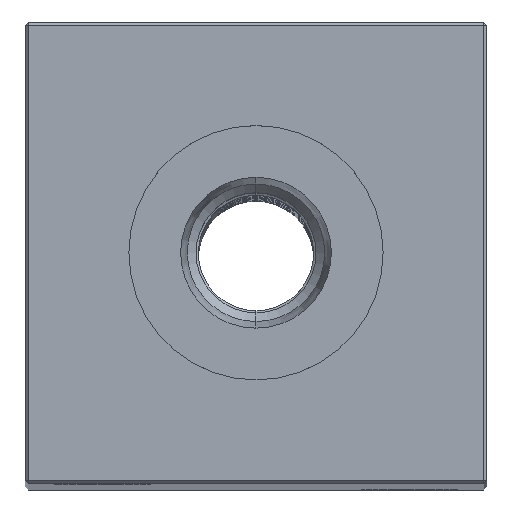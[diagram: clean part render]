
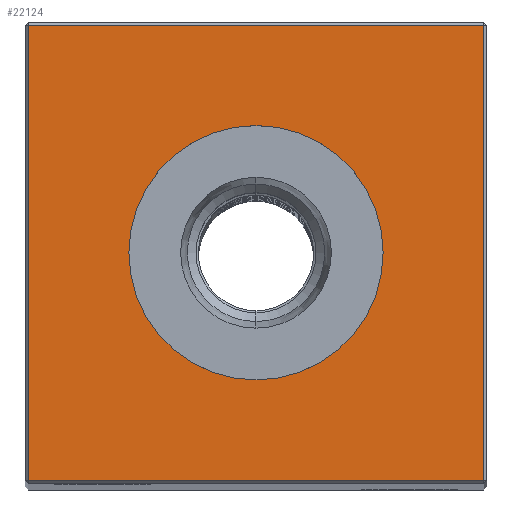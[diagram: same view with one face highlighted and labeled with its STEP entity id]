
A CAD part, top view. The second image highlights one B-rep face of the part: STEP entity #22124.
In plain terms, the highlighted planar face has unit normal (0, 0, 1).
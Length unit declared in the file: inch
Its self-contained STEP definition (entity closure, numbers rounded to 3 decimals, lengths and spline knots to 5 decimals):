
#1351 = ORIENTED_EDGE ( 'NONE', *, *, #2118, .T. ) ;
#1448 = EDGE_CURVE ( 'NONE', #1946, #15541, #6447, .T. ) ;
#1478 = CARTESIAN_POINT ( 'NONE',  ( 0.74, 0.74, 12.25 ) ) ;
#1946 = VERTEX_POINT ( 'NONE', #25812 ) ;
#2118 = EDGE_CURVE ( 'NONE', #13251, #8962, #30590, .T. ) ;
#2328 = AXIS2_PLACEMENT_3D ( 'NONE', #22554, #6003, #20175 ) ;
#2750 = ORIENTED_EDGE ( 'NONE', *, *, #6757, .T. ) ;
#2874 = CARTESIAN_POINT ( 'NONE',  ( 0., 0., 12.25 ) ) ;
#4183 = EDGE_CURVE ( 'NONE', #16722, #23841, #19714, .T. ) ;
#5875 = DIRECTION ( 'NONE',  ( 0., 1., 0. ) ) ;
#6003 = DIRECTION ( 'NONE',  ( 0., 0., -1. ) ) ;
#6447 = LINE ( 'NONE', #6910, #15504 ) ;
#6757 = EDGE_CURVE ( 'NONE', #8962, #1946, #9898, .T. ) ;
#6829 = DIRECTION ( 'NONE',  ( -1., 0., 0. ) ) ;
#6910 = CARTESIAN_POINT ( 'NONE',  ( 0., -0.74, 12.25 ) ) ;
#6936 = DIRECTION ( 'NONE',  ( -1., 0., 0. ) ) ;
#7009 = ORIENTED_EDGE ( 'NONE', *, *, #1448, .T. ) ;
#7444 = CARTESIAN_POINT ( 'NONE',  ( 0., 0., 12.25 ) ) ;
#8075 = EDGE_LOOP ( 'NONE', ( #19961, #17270 ) ) ;
#8257 = EDGE_LOOP ( 'NONE', ( #2750, #7009, #25042, #1351 ) ) ;
#8962 = VERTEX_POINT ( 'NONE', #26647 ) ;
#9898 = LINE ( 'NONE', #19506, #26897 ) ;
#9978 = DIRECTION ( 'NONE',  ( 0., 0., -1. ) ) ;
#13251 = VERTEX_POINT ( 'NONE', #1478 ) ;
#13716 = CARTESIAN_POINT ( 'NONE',  ( 0., 0.74, 12.25 ) ) ;
#14203 = CIRCLE ( 'NONE', #27289, 0.41339 ) ;
#14302 = DIRECTION ( 'NONE',  ( 1., 0., 0. ) ) ;
#15504 = VECTOR ( 'NONE', #14302, 39.37008 ) ;
#15541 = VERTEX_POINT ( 'NONE', #29064 ) ;
#15546 = EDGE_CURVE ( 'NONE', #23841, #16722, #14203, .T. ) ;
#15765 = FACE_BOUND ( 'NONE', #8075, .T. ) ;
#16722 = VERTEX_POINT ( 'NONE', #30948 ) ;
#17133 = DIRECTION ( 'NONE',  ( 0., -1., 0. ) ) ;
#17270 = ORIENTED_EDGE ( 'NONE', *, *, #4183, .T. ) ;
#17832 = CARTESIAN_POINT ( 'NONE',  ( 0.74, 0., 12.25 ) ) ;
#18796 = DIRECTION ( 'NONE',  ( 0., 0., -1. ) ) ;
#19506 = CARTESIAN_POINT ( 'NONE',  ( -0.74, 0., 12.25 ) ) ;
#19714 = CIRCLE ( 'NONE', #20220, 0.41339 ) ;
#19961 = ORIENTED_EDGE ( 'NONE', *, *, #15546, .T. ) ;
#20175 = DIRECTION ( 'NONE',  ( -1., 0., 0. ) ) ;
#20220 = AXIS2_PLACEMENT_3D ( 'NONE', #7444, #18796, #6829 ) ;
#21152 = VECTOR ( 'NONE', #5875, 39.37008 ) ;
#22124 = ADVANCED_FACE ( 'NONE', ( #29961, #15765 ), #22706, .F. ) ;
#22452 = CARTESIAN_POINT ( 'NONE',  ( 0., 0.41339, 12.25 ) ) ;
#22554 = CARTESIAN_POINT ( 'NONE',  ( 0., 0., 12.25 ) ) ;
#22706 = PLANE ( 'NONE',  #2328 ) ;
#23841 = VERTEX_POINT ( 'NONE', #22452 ) ;
#25042 = ORIENTED_EDGE ( 'NONE', *, *, #29767, .T. ) ;
#25812 = CARTESIAN_POINT ( 'NONE',  ( -0.74, -0.74, 12.25 ) ) ;
#26647 = CARTESIAN_POINT ( 'NONE',  ( -0.74, 0.74, 12.25 ) ) ;
#26684 = DIRECTION ( 'NONE',  ( -1., 0., 0. ) ) ;
#26897 = VECTOR ( 'NONE', #17133, 39.37008 ) ;
#27289 = AXIS2_PLACEMENT_3D ( 'NONE', #2874, #9978, #26684 ) ;
#27453 = LINE ( 'NONE', #17832, #21152 ) ;
#29064 = CARTESIAN_POINT ( 'NONE',  ( 0.74, -0.74, 12.25 ) ) ;
#29767 = EDGE_CURVE ( 'NONE', #15541, #13251, #27453, .T. ) ;
#29961 = FACE_OUTER_BOUND ( 'NONE', #8257, .T. ) ;
#30590 = LINE ( 'NONE', #13716, #31065 ) ;
#30948 = CARTESIAN_POINT ( 'NONE',  ( 0., -0.41339, 12.25 ) ) ;
#31065 = VECTOR ( 'NONE', #6936, 39.37008 ) ;
